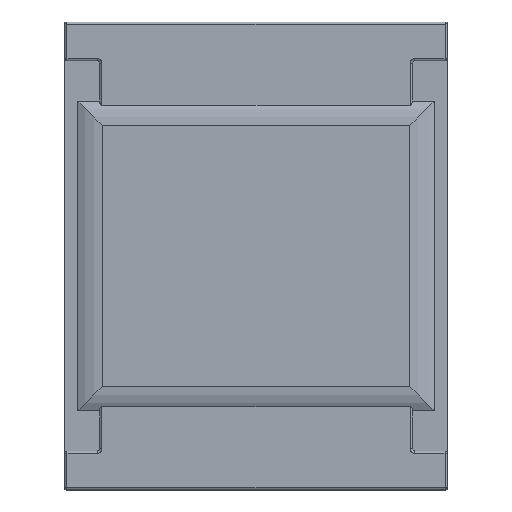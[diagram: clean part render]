
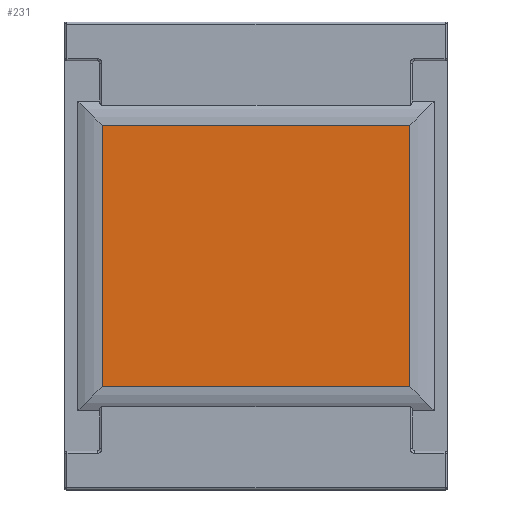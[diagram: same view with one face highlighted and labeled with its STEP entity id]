
A CAD part, top view. The second image highlights one B-rep face of the part: STEP entity #231.
In plain terms, the highlighted planar face has unit normal (0, 0, 1).
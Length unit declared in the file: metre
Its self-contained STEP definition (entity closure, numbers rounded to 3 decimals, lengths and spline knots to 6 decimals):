
#231=ADVANCED_FACE('0:115',(#470),#471,.T.);
#470=FACE_OUTER_BOUND('',#752,.T.);
#471=PLANE('',#753);
#752=EDGE_LOOP('',(#1307,#1308,#1309,#1310));
#753=AXIS2_PLACEMENT_3D('',#1311,#1312,#1313);
#1307=ORIENTED_EDGE('',*,*,#1988,.T.);
#1308=ORIENTED_EDGE('',*,*,#1983,.T.);
#1309=ORIENTED_EDGE('',*,*,#1978,.T.);
#1310=ORIENTED_EDGE('',*,*,#1991,.T.);
#1311=CARTESIAN_POINT('',(0.0,0.0,0.000545));
#1312=DIRECTION('',(0.0,0.0,1.0));
#1313=DIRECTION('',(1.0,0.0,0.0));
#1978=EDGE_CURVE('0:124',#2274,#2275,#2276,.F.);
#1983=EDGE_CURVE('0:136',#2283,#2274,#2284,.F.);
#1988=EDGE_CURVE('0:148',#2291,#2283,#2292,.F.);
#1991=EDGE_CURVE('0:154',#2275,#2291,#2295,.F.);
#2274=VERTEX_POINT('',#2690);
#2275=VERTEX_POINT('',#2691);
#2276=LINE('',#2692,#2693);
#2283=VERTEX_POINT('',#2701);
#2284=LINE('',#2702,#2703);
#2291=VERTEX_POINT('',#2712);
#2292=LINE('',#2713,#2714);
#2295=LINE('',#2717,#2718);
#2690=CARTESIAN_POINT('',(0.000993,0.000843,0.000545));
#2691=CARTESIAN_POINT('',(-0.000993,0.000843,0.000545));
#2692=CARTESIAN_POINT('',(-0.00115,0.000843,0.000545));
#2693=VECTOR('',#3210,1.0);
#2701=CARTESIAN_POINT('',(0.000993,-0.000843,0.000545));
#2702=CARTESIAN_POINT('',(0.000993,0.000843,0.000545));
#2703=VECTOR('',#3218,1.0);
#2712=CARTESIAN_POINT('',(-0.000993,-0.000843,0.000545));
#2713=CARTESIAN_POINT('',(0.00115,-0.000843,0.000545));
#2714=VECTOR('',#3224,1.0);
#2717=CARTESIAN_POINT('',(-0.000993,-0.000843,0.000545));
#2718=VECTOR('',#3228,1.0);
#3210=DIRECTION('',(1.0,0.0,0.0));
#3218=DIRECTION('',(0.0,-1.0,0.0));
#3224=DIRECTION('',(-1.0,0.0,0.0));
#3228=DIRECTION('',(0.0,1.0,0.0));
